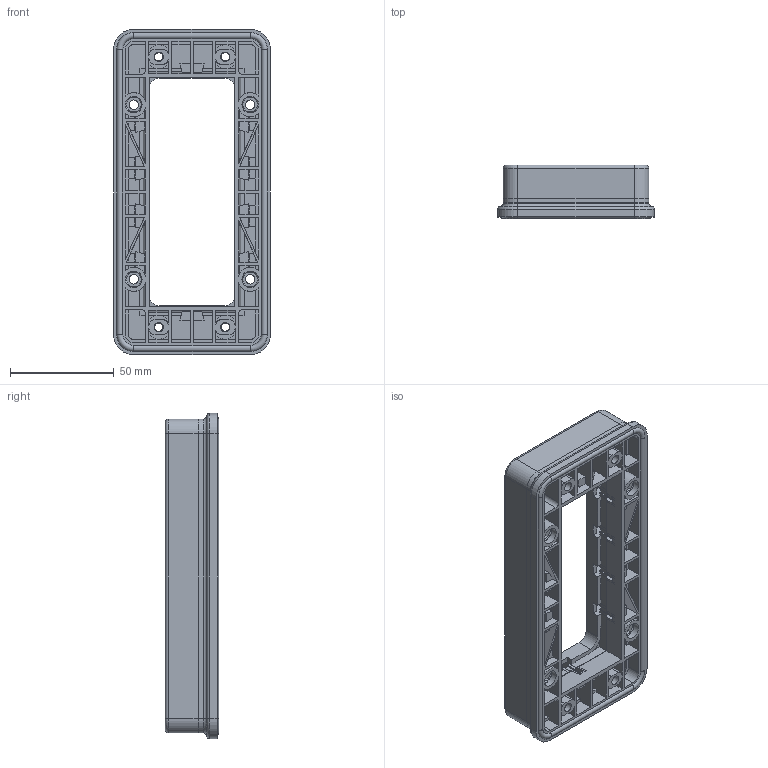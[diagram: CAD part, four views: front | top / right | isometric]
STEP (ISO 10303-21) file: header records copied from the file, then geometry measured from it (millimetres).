
FILE_DESCRIPTION(/* description */ ('Einführungsrahmen BPA-S 4','CAx-IF Rec.Pracs.---Representation and Presentation of Product Manufacturing Information (PMI)---3.8---2014-02-18'),/* implementation_level */ '2;1');
FILE_NAME(/* name */ 'BPASG-RST.stp',/* time_stamp */ '2024-06-17T15:18:58+02:00',/* author */ ('sl'),/* organization */ (''),/* preprocessor_version */ 'ST-DEVELOPER v16.5',/* originating_system */ 'Autodesk Inventor 2017',/* authorisation */ '');
FILE_SCHEMA (('AP242_MANAGED_MODEL_BASED_3D_ENGINEERING_MIM_LF { 1 0 10303 442 1 1 4 }'));
Length unit declared in the file: metre
Products named in the file (7): Einführungsrahmen-01-BG-0001-BPASG; BPA-S4-01-BT-0008; BPA-S4-01-BT-0003; BPA-S4-01-BT-0001-3; BPA-S4-01-BT-0002; O-Ring; 0131
\X0\ Modüler-BPA(S)-TPE
Assembly tree (17 placements, depth 2):
  Einführungsrahmen-01-BG-0001-BPASG
    BPA-S4-01-BT-0008
    BPA-S4-01-BT-0003
    BPA-S4-01-BT-0001-3
    BPA-S4-01-BT-0002  x9
    O-Ring  x4
  0131
\X0\ Modüler-BPA(S)-TPE
Bounding box: 75.5 x 25.63 x 156.5 mm (x, y, z)
Volume: 101837.4 mm3; surface area: 97710.6 mm2
Topology: 17 solids, 17 shells, 1396 faces, 3828 edges, 2516 vertices
Faces by surface type: plane 1074, cylinder 274, cone 28, torus 20
Full cylindrical faces by diameter (mm): 3 x4, 4.5 x12, 7.3 x4, 7.5 x8, 8 x4
Entity records: 38884 total; most frequent: CARTESIAN_POINT 6810, ORIENTED_EDGE 6658, DIRECTION 6456, EDGE_CURVE 3329, LINE 2716, VECTOR 2716, VERTEX_POINT 2224, AXIS2_PLACEMENT_3D 1870
